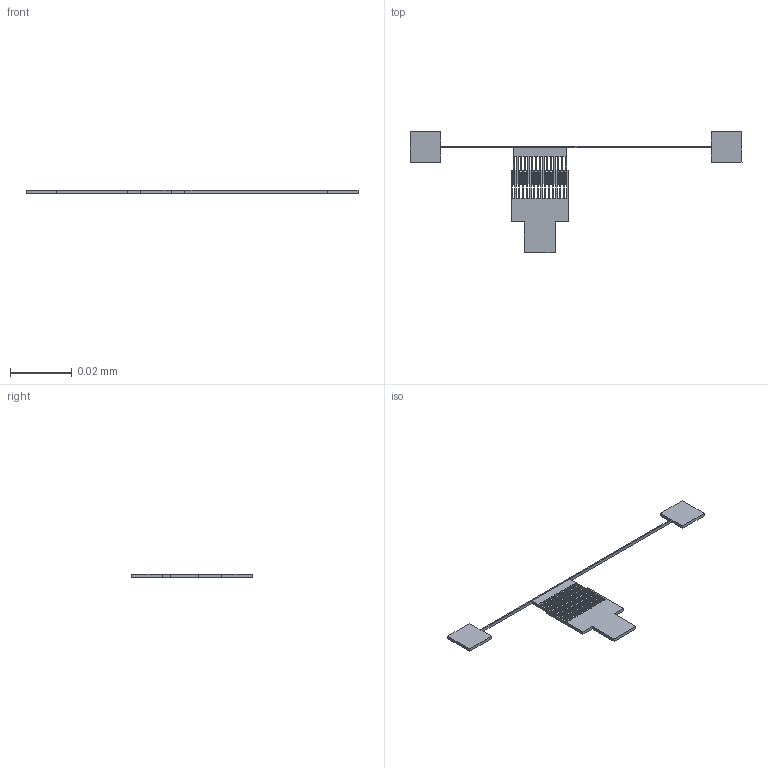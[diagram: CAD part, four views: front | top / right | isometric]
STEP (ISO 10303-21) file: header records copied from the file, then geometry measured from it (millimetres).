
FILE_DESCRIPTION(/* description */ (''),/* implementation_level */ '2;1');
FILE_NAME(/* name */ 'Assemb.stp',/* time_stamp */ '2025-12-26T15:48:58+02:00',/* author */ ('yousef gharib'),/* organization */ (''),/* preprocessor_version */ 'ST-DEVELOPER v20',/* originating_system */ 'Autodesk Inventor 2025',/* authorisation */ '');
FILE_SCHEMA (('AUTOMOTIVE_DESIGN { 1 0 10303 214 3 1 1 }'));
Length unit declared in the file: millimetre
Products named in the file (4): Assemb; beam; bot; top
Assembly tree (3 placements, depth 2):
  Assemb
    beam
    bot
    top
Bounding box: 0.11 x 0.04 x 0 mm (x, y, z)
Volume: 0 mm3; surface area: 0 mm2
Topology: 3 solids, 3 shells, 161 faces, 456 edges, 304 vertices
Faces by surface type: plane 161
Entity records: 5283 total; most frequent: CARTESIAN_POINT 929, ORIENTED_EDGE 912, DIRECTION 794, LINE 456, VECTOR 456, EDGE_CURVE 456, VERTEX_POINT 304, AXIS2_PLACEMENT_3D 169
